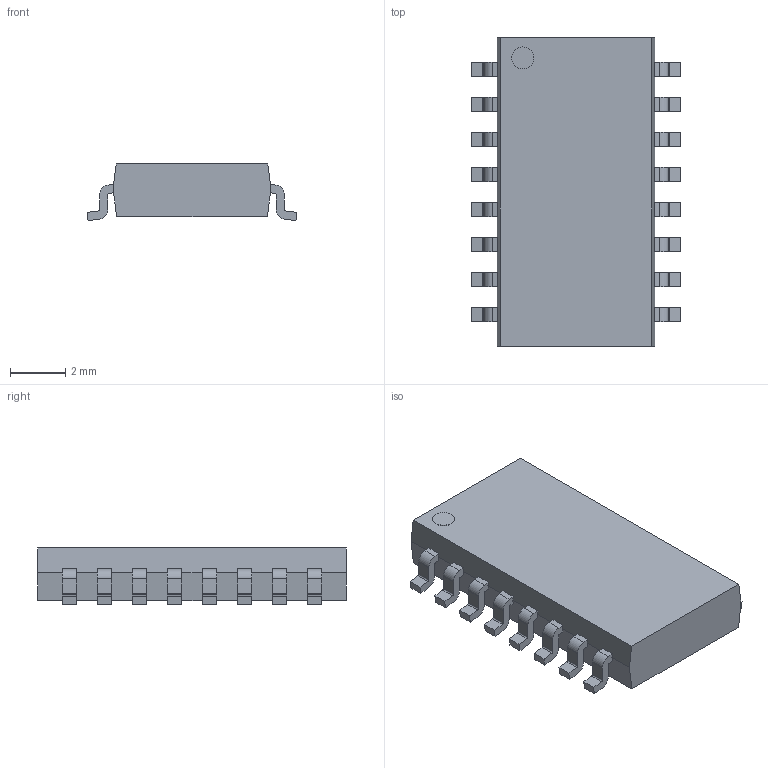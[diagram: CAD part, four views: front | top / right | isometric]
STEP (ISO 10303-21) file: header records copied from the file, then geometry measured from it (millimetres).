
FILE_DESCRIPTION((''),'2;1');
FILE_NAME('RN_VISHAY_TOMC16.stp','2012-02-13T14:17:26',(''),(''),'Mechanical Desktop 2011','Mechanical Desktop 2011',', , ');
FILE_SCHEMA(('AUTOMOTIVE_DESIGN { 1 2 10303 214 1 1 1 1 }'));
Length unit declared in the file: millimetre
Products named in the file (1): Product
Bounding box: 7.59 x 11.18 x 2.07 mm (x, y, z)
Volume: 122.9 mm3; surface area: 235.6 mm2
Topology: 17 solids, 17 shells, 251 faces, 648 edges, 432 vertices
Faces by surface type: bspline 120, plane 97, cylinder 34
Entity records: 8066 total; most frequent: CARTESIAN_POINT 2140, ORIENTED_EDGE 1296, DIRECTION 1044, EDGE_CURVE 648, VECTOR 516, LINE 516, VERTEX_POINT 432, AXIS2_PLACEMENT_3D 264
